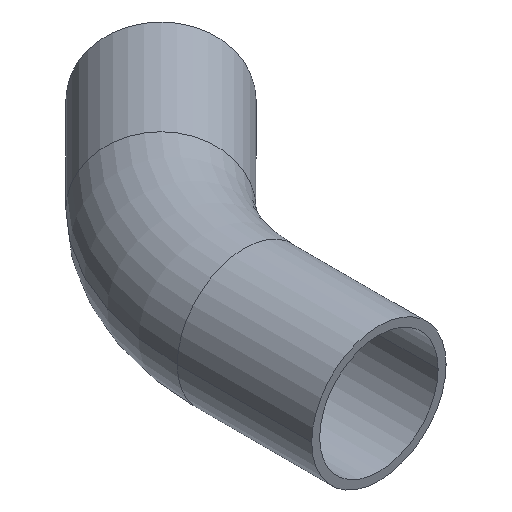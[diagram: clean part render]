
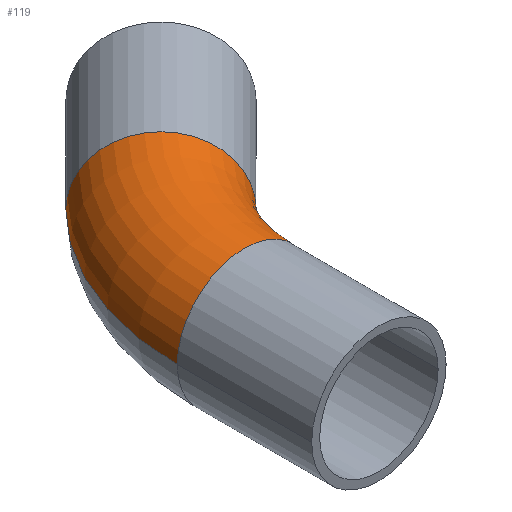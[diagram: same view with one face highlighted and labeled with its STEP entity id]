
A CAD part, isometric view. The second image highlights one B-rep face of the part: STEP entity #119.
In plain terms, the highlighted toroidal (fillet/blend) face has major radius 270 mm and minor radius 90 mm.
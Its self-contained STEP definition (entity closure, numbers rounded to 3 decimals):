
#117 = EDGE_CURVE( '', #157, #191, #256, .T. );
#119 = ADVANCED_FACE( '', ( #258 ), #259, .T. );
#121 = VERTEX_POINT( '', #261 );
#139 = EDGE_CURVE( '', #167, #121, #281, .T. );
#145 = EDGE_CURVE( '', #157, #121, #289, .T. );
#155 = EDGE_CURVE( '', #167, #191, #300, .T. );
#157 = VERTEX_POINT( '', #302 );
#167 = VERTEX_POINT( '', #313 );
#191 = VERTEX_POINT( '', #341 );
#256 = CIRCLE( '', #406, 90. );
#258 = FACE_OUTER_BOUND( '', #408, .T. );
#259 = TOROIDAL_SURFACE( '', #409, 270., 90. );
#261 = CARTESIAN_POINT( '', ( -90., 180., 0. ) );
#281 = CIRCLE( '', #436, 90. );
#289 = CIRCLE( '', #445, 360. );
#300 = CIRCLE( '', #460, 180. );
#302 = CARTESIAN_POINT( '', ( 15.442, 434.558, 0. ) );
#313 = CARTESIAN_POINT( '', ( 90., 180., 0. ) );
#341 = CARTESIAN_POINT( '', ( 142.721, 307.279, 0. ) );
#406 = AXIS2_PLACEMENT_3D( '', #583, #584, #585 );
#408 = EDGE_LOOP( '', ( #587, #588, #589, #590 ) );
#409 = AXIS2_PLACEMENT_3D( '', #591, #592, #593 );
#436 = AXIS2_PLACEMENT_3D( '', #622, #623, #624 );
#445 = AXIS2_PLACEMENT_3D( '', #633, #634, #635 );
#460 = AXIS2_PLACEMENT_3D( '', #653, #654, #655 );
#583 = CARTESIAN_POINT( '', ( 79.081, 370.919, 0. ) );
#584 = DIRECTION( '', ( 0.707, 0.707, 0. ) );
#585 = DIRECTION( '', ( 0.707, -0.707, 0. ) );
#587 = ORIENTED_EDGE( '', *, *, #145, .T. );
#588 = ORIENTED_EDGE( '', *, *, #139, .F. );
#589 = ORIENTED_EDGE( '', *, *, #155, .T. );
#590 = ORIENTED_EDGE( '', *, *, #117, .F. );
#591 = CARTESIAN_POINT( '', ( 270., 180., 0. ) );
#592 = DIRECTION( '', ( 0., 0., 1. ) );
#593 = DIRECTION( '', ( 1., 0., 0. ) );
#622 = CARTESIAN_POINT( '', ( 0., 180., 0. ) );
#623 = DIRECTION( '', ( 0., -1., 0. ) );
#624 = DIRECTION( '', ( -1., 0., 0. ) );
#633 = CARTESIAN_POINT( '', ( 270., 180., 0. ) );
#634 = DIRECTION( '', ( 0., 0., 1. ) );
#635 = DIRECTION( '', ( 1., 0., 0. ) );
#653 = CARTESIAN_POINT( '', ( 270., 180., 0. ) );
#654 = DIRECTION( '', ( 0., 0., -1. ) );
#655 = DIRECTION( '', ( 1., 0., 0. ) );
